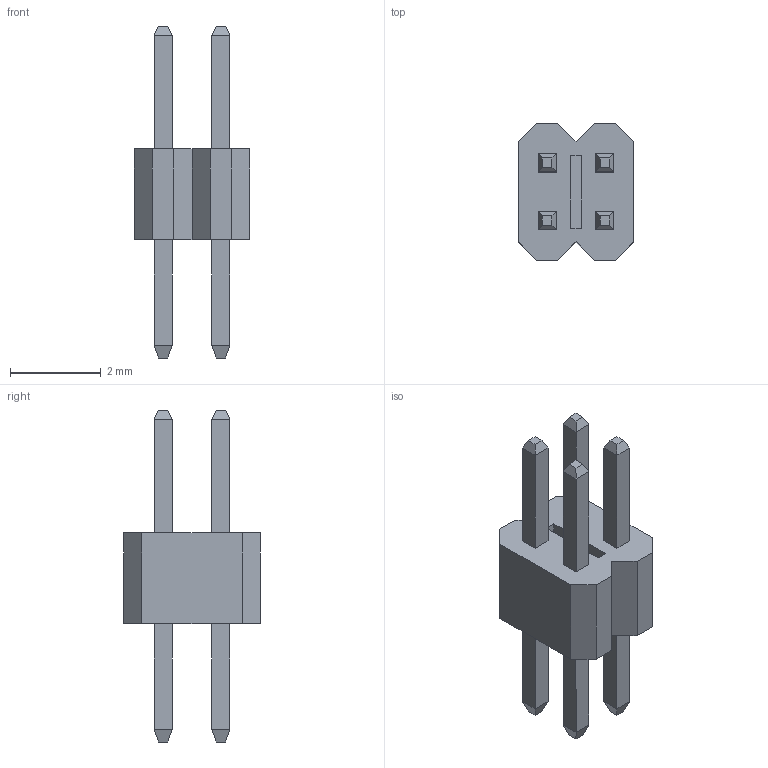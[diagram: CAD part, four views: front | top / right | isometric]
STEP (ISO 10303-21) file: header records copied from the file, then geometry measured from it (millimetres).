
FILE_DESCRIPTION (( 'STEP AP214' ), '1' );
FILE_NAME ('User Library-PLLD1.27-xx.STEP', '2022-04-30T10:59:09', ( '' ), ( '' ), 'SwSTEP 2.0', 'SolidWorks 2021', '' );
FILE_SCHEMA (( 'AUTOMOTIVE_DESIGN' ));
Length unit declared in the file: millimetre
Products named in the file (1): User Library-PLLD1.27-xx
Bounding box: 2.54 x 3 x 7.3 mm (x, y, z)
Volume: 17.1 mm3; surface area: 68.9 mm2
Topology: 1 solids, 1 shells, 93 faces, 214 edges, 132 vertices
Faces by surface type: plane 93
Entity records: 3589 total; most frequent: CARTESIAN_POINT 440, ORIENTED_EDGE 428, DIRECTION 402, EDGE_CURVE 214, VECTOR 214, LINE 214, VERTEX_POINT 132, EDGE_LOOP 102
